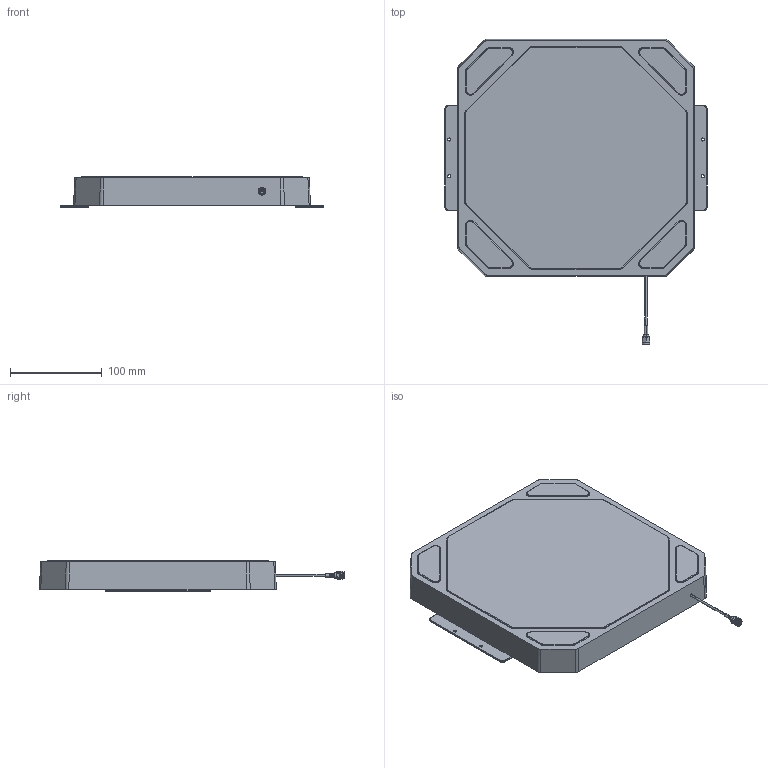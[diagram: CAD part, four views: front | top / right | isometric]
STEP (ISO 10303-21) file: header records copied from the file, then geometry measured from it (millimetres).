
FILE_DESCRIPTION (( 'STEP AP214' ), '1' );
FILE_NAME ('FMANFP1051_3D.step', '2023-02-01T18:25:20', ( '' ), ( '' ), 'SwSTEP 2.0', 'SolidWorks 2022', '' );
FILE_SCHEMA (( 'AUTOMOTIVE_DESIGN' ));
Length unit declared in the file: inch
Products named in the file (3): FMANFP1051_3D; PE4215; FMANFP1051_Base Model
Assembly tree (2 placements, depth 2):
  FMANFP1051_3D
    FMANFP1051_Base Model
    PE4215
Bounding box: 286 x 332.34 x 33 mm (x, y, z)
Volume: 479793.6 mm3; surface area: 498622.8 mm2
Topology: 32 solids, 32 shells, 3889 faces, 8738 edges, 4939 vertices
Faces by surface type: bspline 1937, cylinder 852, plane 749, cone 265, torus 72, sphere 14
Entity records: 154763 total; most frequent: CARTESIAN_POINT 71959, ORIENTED_EDGE 17380, EDGE_CURVE 8690, DIRECTION 8555, VERTEX_POINT 4939, EDGE_LOOP 4039, FACE_OUTER_BOUND 3889, ADVANCED_FACE 3889
